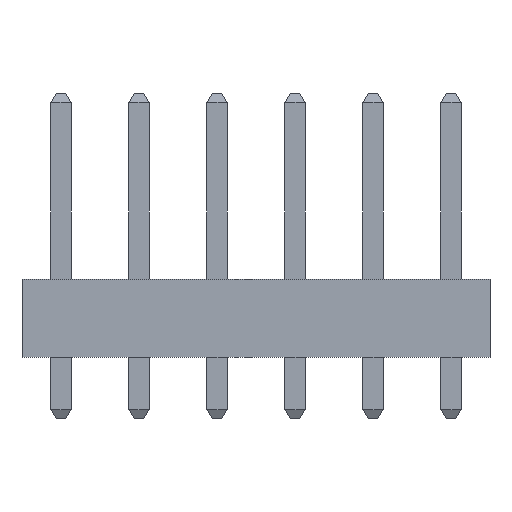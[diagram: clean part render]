
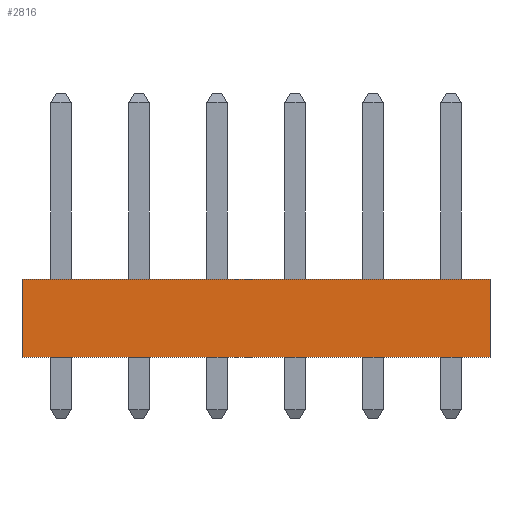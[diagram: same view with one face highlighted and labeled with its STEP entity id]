
A CAD part, front view. The second image highlights one B-rep face of the part: STEP entity #2816.
In plain terms, the highlighted planar face has unit normal (0, -1, 0).
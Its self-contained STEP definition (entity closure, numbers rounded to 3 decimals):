
#82 = LINE ( 'NONE', #3358, #4267 ) ;
#138 = CARTESIAN_POINT ( 'NONE',  ( 13.97, -1.27, 2.54 ) ) ;
#154 = DIRECTION ( 'NONE',  ( 0., 0., -1. ) ) ;
#511 = VERTEX_POINT ( 'NONE', #577 ) ;
#577 = CARTESIAN_POINT ( 'NONE',  ( -1.27, -1.27, 0. ) ) ;
#642 = EDGE_CURVE ( 'NONE', #2093, #3756, #1693, .T. ) ;
#665 = CARTESIAN_POINT ( 'NONE',  ( -1.27, -1.27, 2.54 ) ) ;
#892 = CARTESIAN_POINT ( 'NONE',  ( 13.97, -1.27, 0. ) ) ;
#916 = DIRECTION ( 'NONE',  ( 1., 0., 0. ) ) ;
#1049 = ORIENTED_EDGE ( 'NONE', *, *, #642, .F. ) ;
#1077 = VECTOR ( 'NONE', #154, 1000. ) ;
#1114 = EDGE_LOOP ( 'NONE', ( #3093, #3065, #1049, #5132 ) ) ;
#1352 = DIRECTION ( 'NONE',  ( 1., 0., 0. ) ) ;
#1494 = DIRECTION ( 'NONE',  ( 1., 0., 0. ) ) ;
#1551 = VECTOR ( 'NONE', #1352, 1000. ) ;
#1668 = EDGE_CURVE ( 'NONE', #511, #4898, #82, .T. ) ;
#1693 = LINE ( 'NONE', #3687, #1551 ) ;
#1746 = CARTESIAN_POINT ( 'NONE',  ( -1.27, -1.27, 2.54 ) ) ;
#1977 = EDGE_CURVE ( 'NONE', #2093, #511, #2356, .T. ) ;
#2093 = VERTEX_POINT ( 'NONE', #4666 ) ;
#2265 = FACE_OUTER_BOUND ( 'NONE', #1114, .T. ) ;
#2356 = LINE ( 'NONE', #1746, #3542 ) ;
#2648 = PLANE ( 'NONE',  #5231 ) ;
#2816 = ADVANCED_FACE ( 'NONE', ( #2265 ), #2648, .F. ) ;
#3050 = DIRECTION ( 'NONE',  ( 0., 1., 0. ) ) ;
#3065 = ORIENTED_EDGE ( 'NONE', *, *, #5051, .F. ) ;
#3093 = ORIENTED_EDGE ( 'NONE', *, *, #1668, .T. ) ;
#3358 = CARTESIAN_POINT ( 'NONE',  ( -1.27, -1.27, 0. ) ) ;
#3542 = VECTOR ( 'NONE', #3708, 1000. ) ;
#3687 = CARTESIAN_POINT ( 'NONE',  ( -1.27, -1.27, 2.54 ) ) ;
#3708 = DIRECTION ( 'NONE',  ( 0., 0., -1. ) ) ;
#3756 = VERTEX_POINT ( 'NONE', #4607 ) ;
#3789 = LINE ( 'NONE', #138, #1077 ) ;
#4267 = VECTOR ( 'NONE', #916, 1000. ) ;
#4607 = CARTESIAN_POINT ( 'NONE',  ( 13.97, -1.27, 2.54 ) ) ;
#4666 = CARTESIAN_POINT ( 'NONE',  ( -1.27, -1.27, 2.54 ) ) ;
#4898 = VERTEX_POINT ( 'NONE', #892 ) ;
#5051 = EDGE_CURVE ( 'NONE', #3756, #4898, #3789, .T. ) ;
#5132 = ORIENTED_EDGE ( 'NONE', *, *, #1977, .T. ) ;
#5231 = AXIS2_PLACEMENT_3D ( 'NONE', #665, #3050, #1494 ) ;
